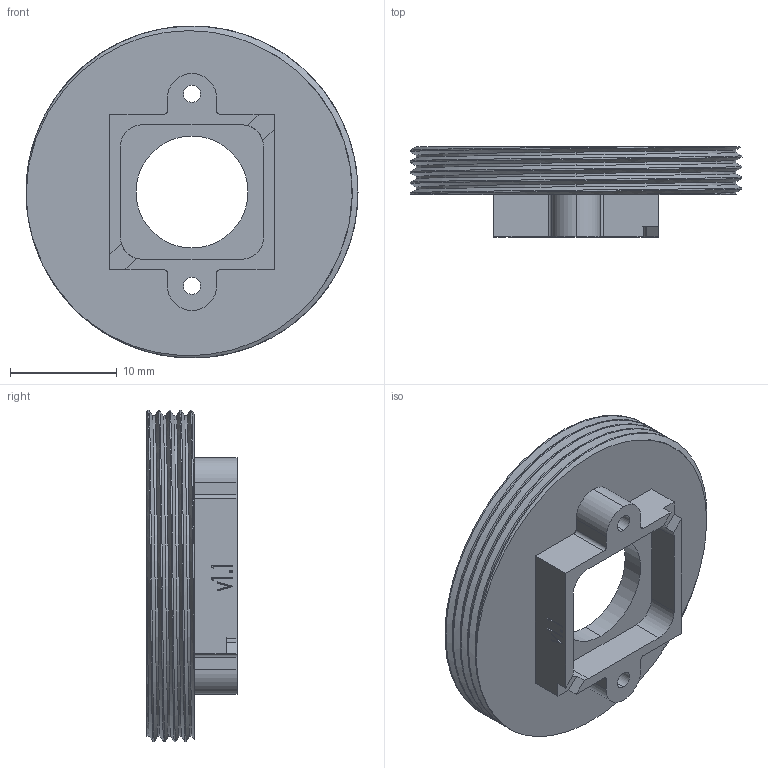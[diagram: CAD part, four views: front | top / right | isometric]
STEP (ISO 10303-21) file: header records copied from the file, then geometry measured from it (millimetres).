
FILE_DESCRIPTION (( 'STEP AP203' ), '1' );
FILE_NAME ('CassegrainBase.STEP', '2021-05-21T02:31:40', ( '' ), ( '' ), 'SwSTEP 2.0', 'SolidWorks 2020', '' );
FILE_SCHEMA (( 'CONFIG_CONTROL_DESIGN' ));
Length unit declared in the file: millimetre
Products named in the file (1): CassegrainBase
Bounding box: 31.13 x 8.44 x 31.13 mm (x, y, z)
Volume: 1588.6 mm3; surface area: 2812.4 mm2
Topology: 1 solids, 1 shells, 84 faces, 227 edges, 151 vertices
Faces by surface type: plane 48, cylinder 29, bspline 7
Entity records: 3910 total; most frequent: CARTESIAN_POINT 1780, ORIENTED_EDGE 454, DIRECTION 388, EDGE_CURVE 227, VERTEX_POINT 151, LINE 144, VECTOR 144, AXIS2_PLACEMENT_3D 122
